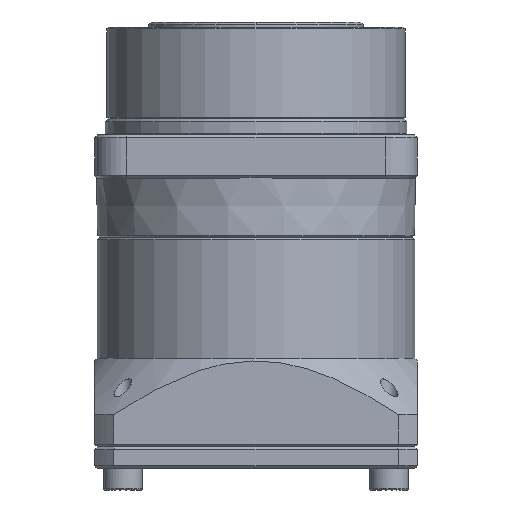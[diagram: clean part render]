
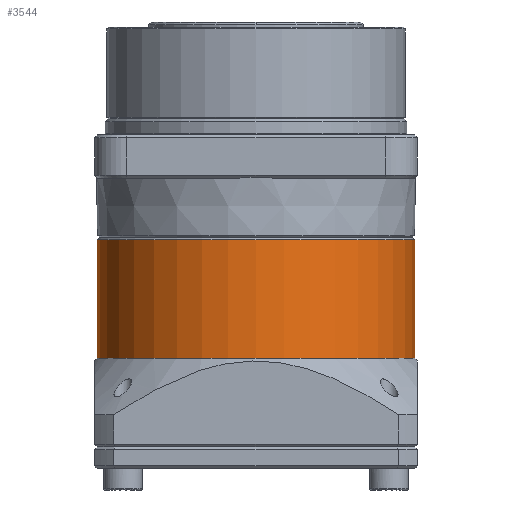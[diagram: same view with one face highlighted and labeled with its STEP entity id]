
A CAD part, front view. The second image highlights one B-rep face of the part: STEP entity #3544.
In plain terms, the highlighted cylindrical face has radius 29.5 mm (diameter 59 mm), a partial arc.
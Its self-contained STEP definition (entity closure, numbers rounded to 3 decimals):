
#432 = EDGE_CURVE ( 'NONE', #15268, #1796, #9599, .T. ) ;
#1796 = VERTEX_POINT ( 'NONE', #20876 ) ;
#3488 = AXIS2_PLACEMENT_3D ( 'NONE', #16096, #16071, #16031 ) ;
#3544 = ADVANCED_FACE ( 'NONE', ( #11986 ), #25152, .T. ) ;
#5115 = EDGE_CURVE ( 'NONE', #22366, #21916, #16825, .T. ) ;
#5287 = DIRECTION ( 'NONE',  ( 0., 0., -1. ) ) ;
#8037 = DIRECTION ( 'NONE',  ( 0., 0., -1. ) ) ;
#8045 = CARTESIAN_POINT ( 'NONE',  ( 29.5, 0., -0.5 ) ) ;
#8637 = ORIENTED_EDGE ( 'NONE', *, *, #23369, .T. ) ;
#9404 = CARTESIAN_POINT ( 'NONE',  ( 0., 0., -39. ) ) ;
#9599 = CIRCLE ( 'NONE', #25578, 29.5 ) ;
#11932 = ORIENTED_EDGE ( 'NONE', *, *, #432, .T. ) ;
#11986 = FACE_OUTER_BOUND ( 'NONE', #13758, .T. ) ;
#12152 = VECTOR ( 'NONE', #5287, 1000. ) ;
#13268 = DIRECTION ( 'NONE',  ( 0., 0., -1. ) ) ;
#13758 = EDGE_LOOP ( 'NONE', ( #20031, #11932, #8637, #26427 ) ) ;
#14133 = DIRECTION ( 'NONE',  ( -1., 0., 0. ) ) ;
#14193 = DIRECTION ( 'NONE',  ( 0., 0., -1. ) ) ;
#14224 = CARTESIAN_POINT ( 'NONE',  ( 0., 0., -0.5 ) ) ;
#14419 = VECTOR ( 'NONE', #13268, 1000. ) ;
#14664 = EDGE_CURVE ( 'NONE', #15268, #22366, #19890, .T. ) ;
#14693 = AXIS2_PLACEMENT_3D ( 'NONE', #9404, #8037, #23278 ) ;
#15268 = VERTEX_POINT ( 'NONE', #8045 ) ;
#16031 = DIRECTION ( 'NONE',  ( -1., 0., 0. ) ) ;
#16071 = DIRECTION ( 'NONE',  ( 0., 0., -1. ) ) ;
#16096 = CARTESIAN_POINT ( 'NONE',  ( 0., 0., -22.5 ) ) ;
#16825 = CIRCLE ( 'NONE', #3488, 29.5 ) ;
#18312 = LINE ( 'NONE', #23908, #12152 ) ;
#19783 = CARTESIAN_POINT ( 'NONE',  ( 29.5, 0., -22.5 ) ) ;
#19890 = LINE ( 'NONE', #21424, #14419 ) ;
#20031 = ORIENTED_EDGE ( 'NONE', *, *, #14664, .F. ) ;
#20876 = CARTESIAN_POINT ( 'NONE',  ( -29.5, 0., -0.5 ) ) ;
#21424 = CARTESIAN_POINT ( 'NONE',  ( 29.5, 0., -39. ) ) ;
#21916 = VERTEX_POINT ( 'NONE', #23637 ) ;
#22366 = VERTEX_POINT ( 'NONE', #19783 ) ;
#23278 = DIRECTION ( 'NONE',  ( -1., 0., 0. ) ) ;
#23369 = EDGE_CURVE ( 'NONE', #1796, #21916, #18312, .T. ) ;
#23637 = CARTESIAN_POINT ( 'NONE',  ( -29.5, 0., -22.5 ) ) ;
#23908 = CARTESIAN_POINT ( 'NONE',  ( -29.5, 0., -39. ) ) ;
#25152 = CYLINDRICAL_SURFACE ( 'NONE', #14693, 29.5 ) ;
#25578 = AXIS2_PLACEMENT_3D ( 'NONE', #14224, #14193, #14133 ) ;
#26427 = ORIENTED_EDGE ( 'NONE', *, *, #5115, .F. ) ;
